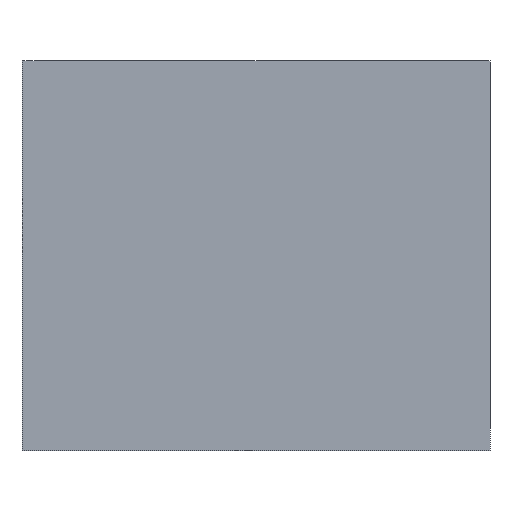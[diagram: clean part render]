
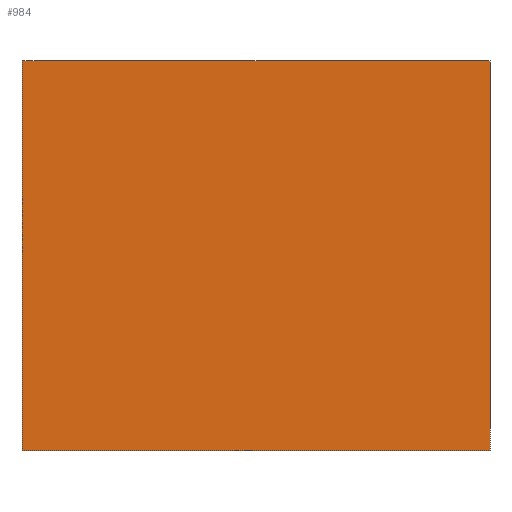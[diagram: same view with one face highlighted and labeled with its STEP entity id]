
A CAD part, front view. The second image highlights one B-rep face of the part: STEP entity #984.
In plain terms, the highlighted planar face has unit normal (0, -1, 0).
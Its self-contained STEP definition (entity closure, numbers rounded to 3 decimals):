
#62=CARTESIAN_POINT('',(240.,0.,0.));
#63=VERTEX_POINT('',#62);
#110=CARTESIAN_POINT('',(240.,0.,200.));
#111=VERTEX_POINT('',#110);
#118=CARTESIAN_POINT('',(240.,0.,200.));
#119=DIRECTION('',(0.,0.,-1.));
#120=VECTOR('',#119,200.);
#121=LINE('',#118,#120);
#122=EDGE_CURVE('',#111,#63,#121,.T.);
#301=CARTESIAN_POINT('',(0.,0.,0.));
#302=VERTEX_POINT('',#301);
#303=CARTESIAN_POINT('',(0.,0.,0.));
#304=DIRECTION('',(1.,0.,0.));
#305=VECTOR('',#304,240.);
#306=LINE('',#303,#305);
#307=EDGE_CURVE('',#302,#63,#306,.T.);
#811=CARTESIAN_POINT('',(0.,0.,200.));
#812=VERTEX_POINT('',#811);
#813=CARTESIAN_POINT('',(0.,0.,200.));
#814=DIRECTION('',(0.,0.,-1.));
#815=VECTOR('',#814,200.);
#816=LINE('',#813,#815);
#817=EDGE_CURVE('',#812,#302,#816,.T.);
#968=CARTESIAN_POINT('',(120.,0.,200.));
#969=DIRECTION('',(-0.,1.,0.));
#970=DIRECTION('',(-1.,-0.,0.));
#971=AXIS2_PLACEMENT_3D('',#968,#969,#970);
#972=PLANE('',#971);
#973=ORIENTED_EDGE('',*,*,#307,.T.);
#974=ORIENTED_EDGE('',*,*,#122,.F.);
#975=CARTESIAN_POINT('',(0.,0.,200.));
#976=DIRECTION('',(1.,0.,0.));
#977=VECTOR('',#976,240.);
#978=LINE('',#975,#977);
#979=EDGE_CURVE('',#812,#111,#978,.T.);
#980=ORIENTED_EDGE('',*,*,#979,.F.);
#981=ORIENTED_EDGE('',*,*,#817,.T.);
#982=EDGE_LOOP('',(#973,#974,#980,#981));
#983=FACE_BOUND('',#982,.T.);
#984=ADVANCED_FACE('',(#983),#972,.F.);
